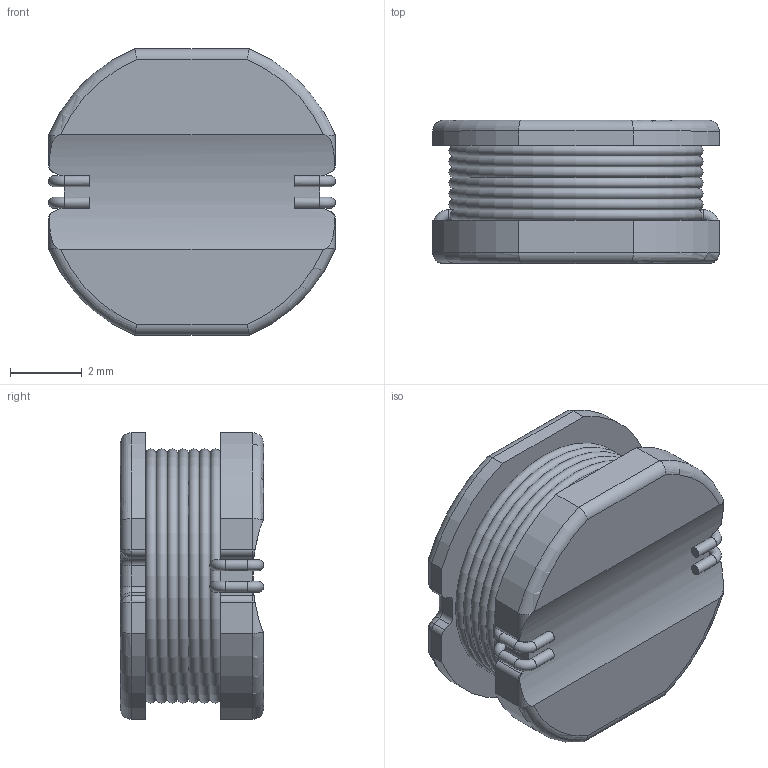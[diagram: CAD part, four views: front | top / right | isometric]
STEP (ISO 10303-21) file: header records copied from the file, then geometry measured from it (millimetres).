
FILE_DESCRIPTION(/* description */ (''),/* implementation_level */ '2;1');
FILE_NAME(/* name */ 'Inductor SRN8040 Series.step',/* time_stamp */ '2015-04-11T22:40:51+02:00',/* author */ ('Korken'),/* organization */ (''),/* preprocessor_version */ 'ST-DEVELOPER v15.6',/* originating_system */ 'Autodesk Inventor 2015',/* authorisation */ '');
FILE_SCHEMA (('AUTOMOTIVE_DESIGN { 1 0 10303 214 3 1 1 }'));
Length unit declared in the file: millimetre
Products named in the file (1): User Library-Inductor SRN8040 Series
Bounding box: 8.02 x 4 x 8 mm (x, y, z)
Volume: 180.6 mm3; surface area: 272.1 mm2
Topology: 1 solids, 1 shells, 135 faces, 367 edges, 224 vertices
Faces by surface type: cylinder 63, plane 33, torus 31, bspline 8
Full cylindrical faces by diameter (mm): 0.3 x8
Entity records: 4908 total; most frequent: CARTESIAN_POINT 1555, ORIENTED_EDGE 660, DIRECTION 646, EDGE_CURVE 330, AXIS2_PLACEMENT_3D 262, VERTEX_POINT 214, EDGE_LOOP 168, STYLED_ITEM 136
